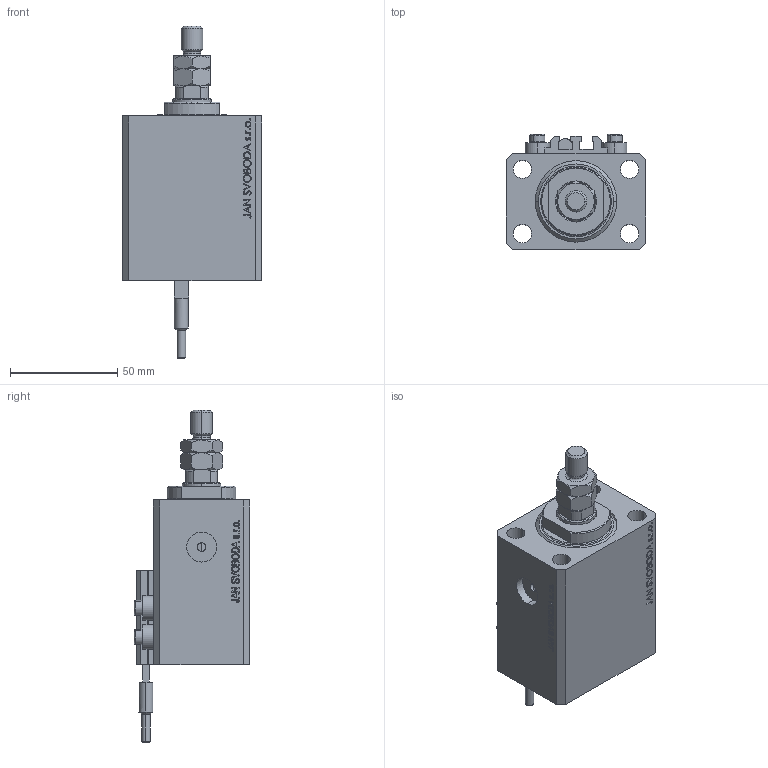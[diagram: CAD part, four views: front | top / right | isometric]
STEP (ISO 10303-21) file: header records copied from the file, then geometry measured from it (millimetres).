
FILE_DESCRIPTION (( 'STEP AP203' ), '1' );
FILE_NAME ('d29f.STEP', '2024-01-05T09:03:27', ( '' ), ( '' ), 'SwSTEP 2.0', 'SolidWorks 2019', '' );
FILE_SCHEMA (( 'CONFIG_CONTROL_DESIGN' ));
Length unit declared in the file: millimetre
Products named in the file (7): ALLEN BOLT V250CE 1ad4a215dc7eeef8a78eb394350c09d6; d29f; V250CE_C_VCP 1ad4a215dc7eeef8a78eb394350c09d6; V250CE_C_Body 1ad4a215dc7eeef8a78eb394350c09d6; SWITCH_V250CE 1ad4a215dc7eeef8a78eb394350c09d6; MTA 1ad4a215dc7eeef8a78eb394350c09d6; V250CE_VC_C 1ad4a215dc7eeef8a78eb394350c09d6
Assembly tree (9 placements, depth 2):
  d29f
    V250CE_C_Body 1ad4a215dc7eeef8a78eb394350c09d6
    ALLEN BOLT V250CE 1ad4a215dc7eeef8a78eb394350c09d6  x4
    V250CE_C_VCP 1ad4a215dc7eeef8a78eb394350c09d6
    V250CE_VC_C 1ad4a215dc7eeef8a78eb394350c09d6
    MTA 1ad4a215dc7eeef8a78eb394350c09d6
    SWITCH_V250CE 1ad4a215dc7eeef8a78eb394350c09d6
Bounding box: 65 x 54 x 155 mm (x, y, z)
Volume: 217773.6 mm3; surface area: 60793.4 mm2
Topology: 10 solids, 10 shells, 1117 faces, 2774 edges, 1795 vertices
Faces by surface type: plane 535, bspline 374, cylinder 102, cone 88, torus 18
Entity records: 49824 total; most frequent: CARTESIAN_POINT 26569, ORIENTED_EDGE 5238, DIRECTION 3385, EDGE_CURVE 2619, VERTEX_POINT 1711, VECTOR 1543, LINE 1543, EDGE_LOOP 1168
